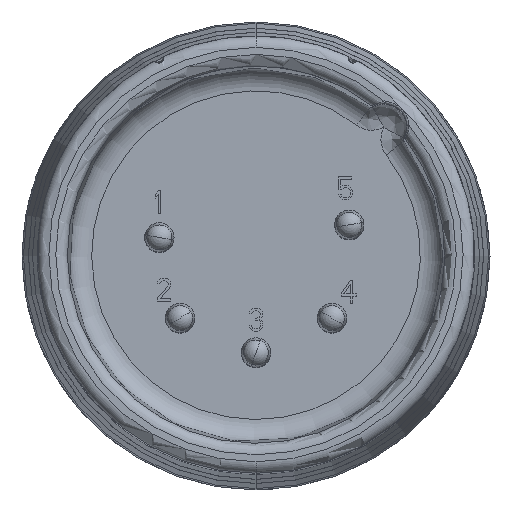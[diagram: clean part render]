
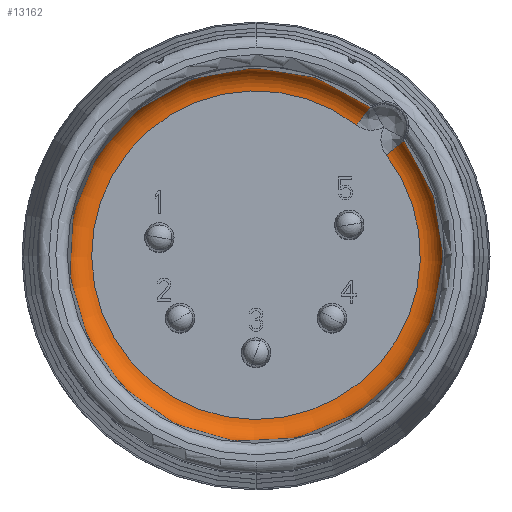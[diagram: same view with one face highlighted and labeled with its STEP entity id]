
A CAD part, top view. The second image highlights one B-rep face of the part: STEP entity #13162.
In plain terms, the highlighted toroidal (fillet/blend) face has major radius 7.139 mm and minor radius 0.99 mm.
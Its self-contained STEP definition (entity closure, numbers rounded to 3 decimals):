
#585=CARTESIAN_POINT('',(0.,0.,0.985));
#586=DIRECTION('',(0.,0.,1.));
#587=DIRECTION('',(0.611,0.792,0.));
#588=AXIS2_PLACEMENT_3D('',#585,#586,#587);
#590=CARTESIAN_POINT('',(4.964,6.438,0.985));
#591=CARTESIAN_POINT('',(4.964,6.437,0.899));
#592=CARTESIAN_POINT('',(4.949,6.419,0.727));
#593=CARTESIAN_POINT('',(4.888,6.339,0.486));
#594=CARTESIAN_POINT('',(4.791,6.213,0.28));
#595=CARTESIAN_POINT('',(4.664,6.049,0.122));
#596=CARTESIAN_POINT('',(4.517,5.858,0.023));
#597=CARTESIAN_POINT('',(4.412,5.722,0.));
#598=CARTESIAN_POINT('',(4.359,5.654,0.));
#600=CARTESIAN_POINT('',(0.,0.,0.));
#601=DIRECTION('',(0.,0.,1.));
#602=DIRECTION('',(0.611,0.792,0.));
#603=AXIS2_PLACEMENT_3D('',#600,#601,#602);
#605=CARTESIAN_POINT('',(5.654,4.359,0.99));
#606=DIRECTION('',(0.611,-0.792,0.));
#607=DIRECTION('',(0.,0.,-1.));
#608=AXIS2_PLACEMENT_3D('',#605,#606,#607);
#11865=CARTESIAN_POINT('',(4.964,6.438,
0.985));
#11866=CARTESIAN_POINT('',(6.438,4.964,
0.985));
#11867=VERTEX_POINT('',#11865);
#11868=VERTEX_POINT('',#11866);
#11869=CARTESIAN_POINT('',(4.359,5.654,0.));
#11870=CARTESIAN_POINT('',(5.654,4.359,0.));
#11871=VERTEX_POINT('',#11869);
#11872=VERTEX_POINT('',#11870);
#13148=CARTESIAN_POINT('',(0.,0.,0.99));
#13149=DIRECTION('',(0.,0.,-1.));
#13150=DIRECTION('',(0.705,0.709,0.));
#13151=AXIS2_PLACEMENT_3D('',#13148,#13149,#13150);
#13152=TOROIDAL_SURFACE('',#13151,7.139,0.99);
#13154=ORIENTED_EDGE('',*,*,#13153,.F.);
#13156=ORIENTED_EDGE('',*,*,#13155,.T.);
#13157=ORIENTED_EDGE('',*,*,#12797,.T.);
#13159=ORIENTED_EDGE('',*,*,#13158,.T.);
#13160=EDGE_LOOP('',(#13154,#13156,#13157,#13159));
#13161=FACE_OUTER_BOUND('',#13160,.F.);
#13162=ADVANCED_FACE('',(#13161),#13152,.F.);
#589=CIRCLE('',#588,8.129);
#599=B_SPLINE_CURVE_WITH_KNOTS('',3,(#590,#591,#592,#593,#594,#595,#596,#597,
#598),.UNSPECIFIED.,.F.,.F.,(4,1,1,1,1,1,4),(0.,0.167,
0.333,0.5,0.667,0.833,1.),
.UNSPECIFIED.);
#604=CIRCLE('',#603,7.139);
#609=CIRCLE('',#608,0.99);
#12797=EDGE_CURVE('',#11871,#11872,#604,.T.);
#13153=EDGE_CURVE('',#11867,#11868,#589,.T.);
#13155=EDGE_CURVE('',#11867,#11871,#599,.T.);
#13158=EDGE_CURVE('',#11872,#11868,#609,.T.);
